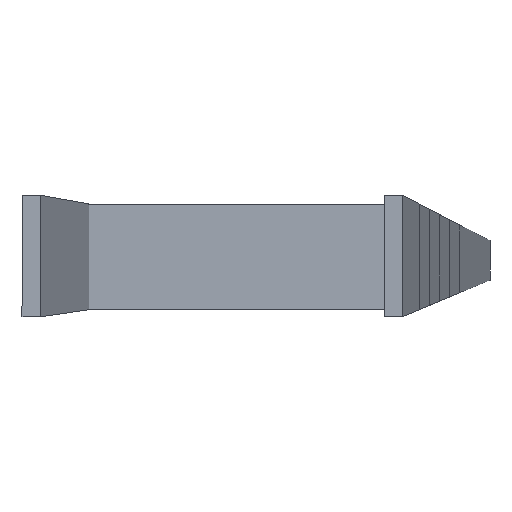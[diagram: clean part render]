
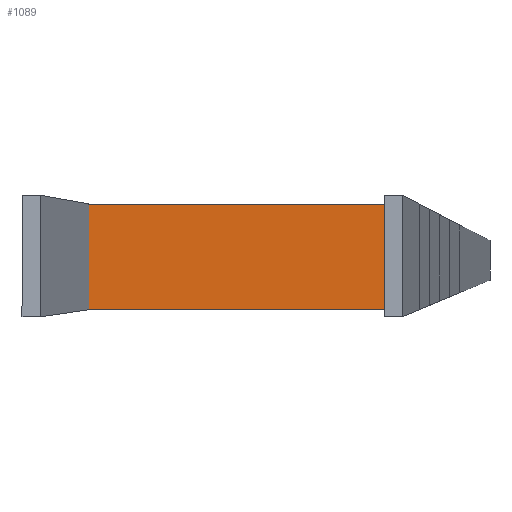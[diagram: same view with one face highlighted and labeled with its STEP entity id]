
A CAD part, front view. The second image highlights one B-rep face of the part: STEP entity #1089.
In plain terms, the highlighted planar face has unit normal (0, 1, 0).
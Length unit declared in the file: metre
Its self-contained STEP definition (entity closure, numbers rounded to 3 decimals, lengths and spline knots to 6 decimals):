
#494=ORIENTED_EDGE('',*,*,#686,.T.);
#495=ORIENTED_EDGE('',*,*,#687,.T.);
#496=ORIENTED_EDGE('',*,*,#688,.T.);
#497=ORIENTED_EDGE('',*,*,#689,.T.);
#686=EDGE_CURVE('',#870,#871,#2162,.T.);
#687=EDGE_CURVE('',#871,#872,#2163,.T.);
#688=EDGE_CURVE('',#872,#873,#2164,.T.);
#689=EDGE_CURVE('',#873,#870,#2165,.T.);
#870=VERTEX_POINT('',#3689);
#871=VERTEX_POINT('',#3690);
#872=VERTEX_POINT('',#3692);
#873=VERTEX_POINT('',#3694);
#927=EDGE_LOOP('',(#494,#495,#496,#497));
#981=FACE_BOUND('',#927,.T.);
#1035=PLANE('',#2688);
#1089=ADVANCED_FACE('',(#981),#1035,.T.);
#2162=LINE('',#3688,#2383);
#2163=LINE('',#3691,#2384);
#2164=LINE('',#3693,#2385);
#2165=LINE('',#3695,#2386);
#2383=VECTOR('',#3160,1.);
#2384=VECTOR('',#3161,1.);
#2385=VECTOR('',#3162,1.);
#2386=VECTOR('',#3163,1.);
#2688=AXIS2_PLACEMENT_3D('',#3687,#3158,#3159);
#3158=DIRECTION('',(0.,1.,0.));
#3159=DIRECTION('',(1.,0.,0.));
#3160=DIRECTION('',(1.,0.,0.));
#3161=DIRECTION('',(0.,0.,-1.));
#3162=DIRECTION('',(-1.,0.,0.));
#3163=DIRECTION('',(0.,0.,1.));
#3687=CARTESIAN_POINT('',(0.69,0.,0.207091));
#3688=CARTESIAN_POINT('',(1.265,0.,0.207091));
#3689=CARTESIAN_POINT('',(0.69,0.,0.207091));
#3690=CARTESIAN_POINT('',(1.84,0.,0.207091));
#3691=CARTESIAN_POINT('',(1.84,0.,0.032919));
#3692=CARTESIAN_POINT('',(1.84,0.,-0.141254));
#3693=CARTESIAN_POINT('',(1.265,0.,-0.141254));
#3694=CARTESIAN_POINT('',(0.69,0.,-0.141254));
#3695=CARTESIAN_POINT('',(0.69,0.,0.032919));
